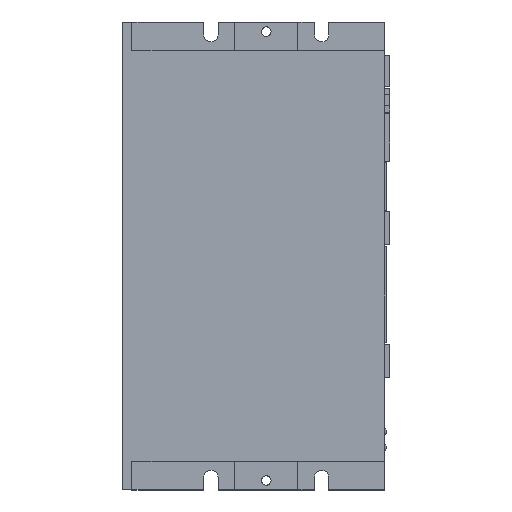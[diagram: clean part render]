
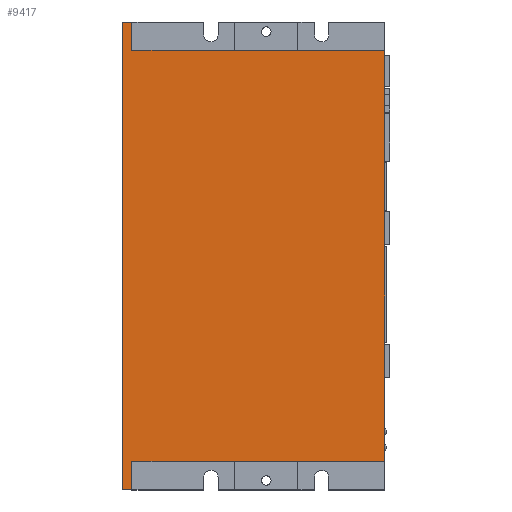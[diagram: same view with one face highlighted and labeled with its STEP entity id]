
A CAD part, top view. The second image highlights one B-rep face of the part: STEP entity #9417.
In plain terms, the highlighted planar face has unit normal (0, 0, 1).
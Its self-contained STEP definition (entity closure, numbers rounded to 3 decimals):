
#149=CARTESIAN_POINT('',(-41.5,-74.,16.));
#150=VERTEX_POINT('',#149);
#157=CARTESIAN_POINT('',(-41.5,74.,16.));
#158=VERTEX_POINT('',#157);
#159=CARTESIAN_POINT('',(-41.5,74.,16.));
#160=DIRECTION('',(0.0,-1.0,0.0));
#161=VECTOR('',#160,148.0);
#162=LINE('',#159,#161);
#163=EDGE_CURVE('',#158,#150,#162,.T.);
#9062=CARTESIAN_POINT('',(-38.5,74.,16.));
#9063=VERTEX_POINT('',#9062);
#9070=CARTESIAN_POINT('',(-38.5,65.,16.));
#9071=VERTEX_POINT('',#9070);
#9072=CARTESIAN_POINT('',(-38.5,65.,16.));
#9073=DIRECTION('',(0.0,1.0,0.0));
#9074=VECTOR('',#9073,9.0);
#9075=LINE('',#9072,#9074);
#9076=EDGE_CURVE('',#9071,#9063,#9075,.T.);
#9177=CARTESIAN_POINT('',(41.5,65.,16.));
#9178=VERTEX_POINT('',#9177);
#9179=CARTESIAN_POINT('',(41.5,65.,16.));
#9180=DIRECTION('',(-1.0,0.0,0.0));
#9181=VECTOR('',#9180,80.);
#9182=LINE('',#9179,#9181);
#9183=EDGE_CURVE('',#9178,#9071,#9182,.T.);
#9239=CARTESIAN_POINT('',(-38.5,-65.,16.));
#9240=VERTEX_POINT('',#9239);
#9241=CARTESIAN_POINT('',(41.5,-65.,16.));
#9242=VERTEX_POINT('',#9241);
#9243=CARTESIAN_POINT('',(-38.5,-65.,16.));
#9244=DIRECTION('',(1.0,0.0,0.0));
#9245=VECTOR('',#9244,80.);
#9246=LINE('',#9243,#9245);
#9247=EDGE_CURVE('',#9240,#9242,#9246,.T.);
#9293=CARTESIAN_POINT('',(-38.5,-74.,16.));
#9294=VERTEX_POINT('',#9293);
#9295=CARTESIAN_POINT('',(-38.5,-74.,16.));
#9296=DIRECTION('',(0.0,1.0,0.0));
#9297=VECTOR('',#9296,9.0);
#9298=LINE('',#9295,#9297);
#9299=EDGE_CURVE('',#9294,#9240,#9298,.T.);
#9387=CARTESIAN_POINT('',(0.0,-74.,16.));
#9388=DIRECTION('',(0.0,0.0,1.0));
#9389=DIRECTION('',(1.0,0.0,0.0));
#9390=AXIS2_PLACEMENT_3D('',#9387,#9388,#9389);
#9391=PLANE('',#9390);
#9392=ORIENTED_EDGE('',*,*,#9076,.T.);
#9393=CARTESIAN_POINT('',(-38.5,74.,16.));
#9394=DIRECTION('',(-1.0,0.0,0.0));
#9395=VECTOR('',#9394,3.);
#9396=LINE('',#9393,#9395);
#9397=EDGE_CURVE('',#9063,#158,#9396,.T.);
#9398=ORIENTED_EDGE('',*,*,#9397,.T.);
#9399=ORIENTED_EDGE('',*,*,#163,.T.);
#9400=CARTESIAN_POINT('',(-41.5,-74.,16.));
#9401=DIRECTION('',(1.0,0.0,0.0));
#9402=VECTOR('',#9401,3.);
#9403=LINE('',#9400,#9402);
#9404=EDGE_CURVE('',#150,#9294,#9403,.T.);
#9405=ORIENTED_EDGE('',*,*,#9404,.T.);
#9406=ORIENTED_EDGE('',*,*,#9299,.T.);
#9407=ORIENTED_EDGE('',*,*,#9247,.T.);
#9408=CARTESIAN_POINT('',(41.5,-65.,16.));
#9409=DIRECTION('',(0.0,1.0,0.0));
#9410=VECTOR('',#9409,130.);
#9411=LINE('',#9408,#9410);
#9412=EDGE_CURVE('',#9242,#9178,#9411,.T.);
#9413=ORIENTED_EDGE('',*,*,#9412,.T.);
#9414=ORIENTED_EDGE('',*,*,#9183,.T.);
#9415=EDGE_LOOP('',(#9392,#9398,#9399,#9405,#9406,#9407,#9413,#9414));
#9416=FACE_OUTER_BOUND('',#9415,.T.);
#9417=ADVANCED_FACE('',(#9416),#9391,.T.);
